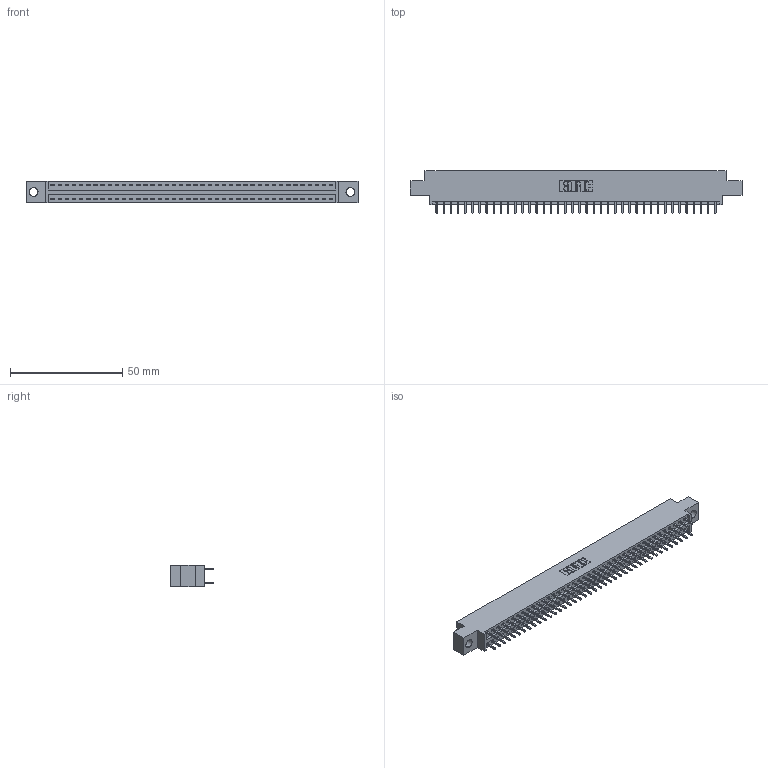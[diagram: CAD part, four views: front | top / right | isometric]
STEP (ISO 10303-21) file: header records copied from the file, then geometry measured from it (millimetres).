
FILE_DESCRIPTION (( 'STEP AP203' ), '1' );
FILE_NAME ('396-080-521-804.STEP', '2018-09-09T20:22:10', ( '' ), ( '' ), 'SwSTEP 2.0', 'SolidWorks 2016', '' );
FILE_SCHEMA (( 'CONFIG_CONTROL_DESIGN' ));
Length unit declared in the file: inch
Products named in the file (3): 346 Part_0.170 Offset - 0.156 Dia-TH; 345-292-001_345-293-121; 396-080-521-804
Assembly tree (81 placements, depth 2):
  396-080-521-804
    346 Part_0.170 Offset - 0.156 Dia-TH
    345-292-001_345-293-121  x80
Bounding box: 147.57 x 19.05 x 9.4 mm (x, y, z)
Volume: 14099.6 mm3; surface area: 19122.6 mm2
Topology: 81 solids, 81 shells, 4286 faces, 12741 edges, 8386 vertices
Faces by surface type: plane 2880, cylinder 1406
Entity records: 26527 total; most frequent: CARTESIAN_POINT 4376, ORIENTED_EDGE 4310, DIRECTION 3907, EDGE_CURVE 2155, VECTOR 1863, LINE 1863, VERTEX_POINT 1434, AXIS2_PLACEMENT_3D 1022
